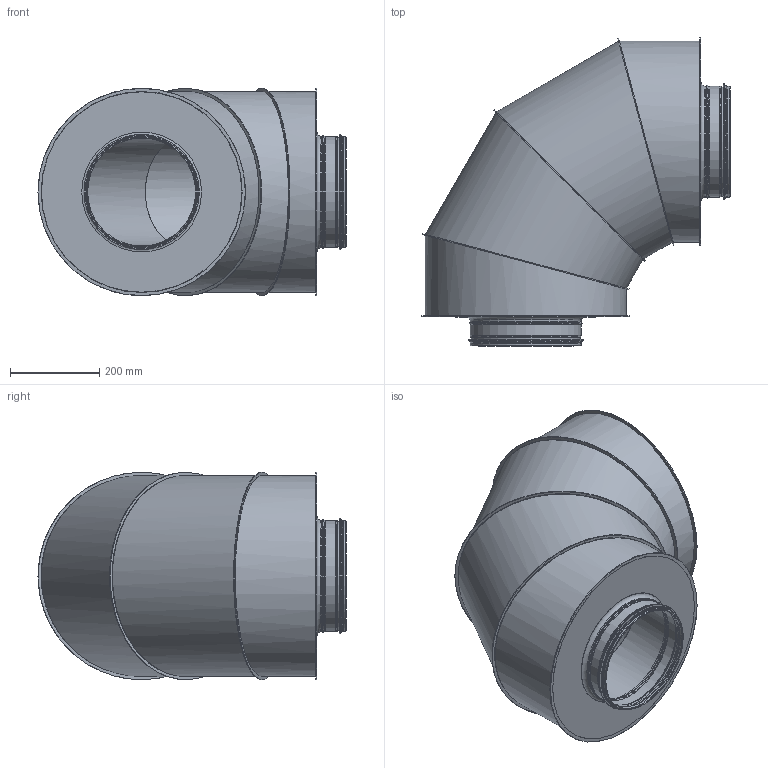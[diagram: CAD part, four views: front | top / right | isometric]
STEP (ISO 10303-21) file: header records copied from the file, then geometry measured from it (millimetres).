
FILE_DESCRIPTION(/* description */ ('Vinkel Ljuddämpare Ø250'),/* implementation_level */ '2;1');
FILE_NAME(/* name */ 'LP10007.stp',/* time_stamp */ '2016-11-28T03:52:47-08:00',/* author */ ('CAD'),/* organization */ (''),/* preprocessor_version */ 'ST-DEVELOPER v16.5',/* originating_system */ 'Autodesk Inventor 2017',/* authorisation */ '');
FILE_SCHEMA (('AUTOMOTIVE_DESIGN { 1 0 10303 214 3 1 1 }'));
Length unit declared in the file: millimetre
Products named in the file (1): HTFV-250
Bounding box: 691.5 x 691.5 x 465.4 mm (x, y, z)
Volume: 1412429.6 mm3; surface area: 3716517.5 mm2
Topology: 3 solids, 9 shells, 176 faces, 360 edges, 200 vertices
Faces by surface type: cylinder 50, torus 48, bspline 32, plane 24, cone 22
Full cylindrical faces by diameter (mm): 242.3 x2, 243.7 x2, 243.8 x2, 247 x6, 247.4 x6, 247.5 x2, 248.4 x8, 248.9 x6, 253.8 x2, 258.8 x2, 450 x4, 451.4 x4, 465.4 x2
Entity records: 6194 total; most frequent: CARTESIAN_POINT 3045, DIRECTION 685, ORIENTED_EDGE 476, AXIS2_PLACEMENT_3D 330, EDGE_LOOP 316, EDGE_CURVE 222, VERTEX_POINT 180, FACE_OUTER_BOUND 174
